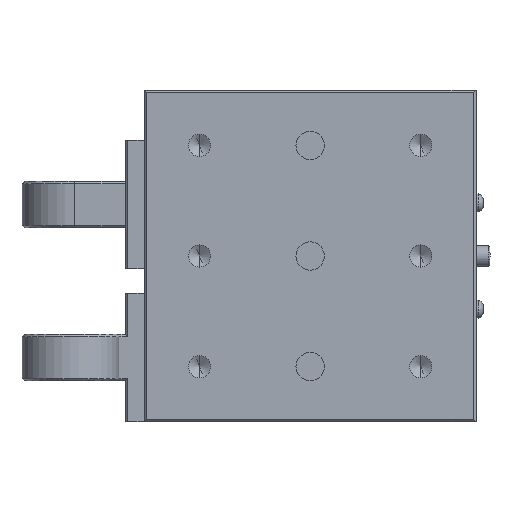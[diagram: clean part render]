
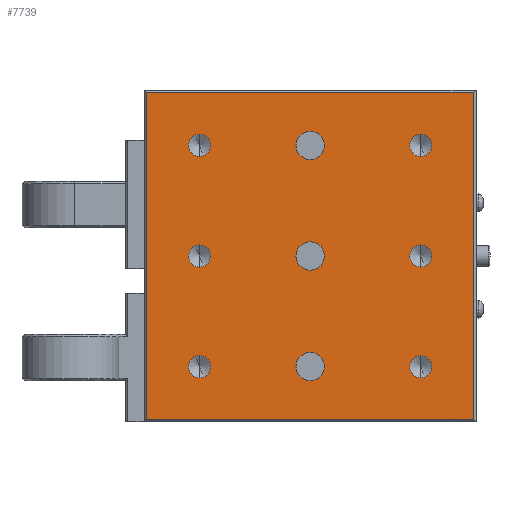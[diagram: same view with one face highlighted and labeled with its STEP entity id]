
A CAD part, front view. The second image highlights one B-rep face of the part: STEP entity #7739.
In plain terms, the highlighted planar face has unit normal (0, -1, 0).
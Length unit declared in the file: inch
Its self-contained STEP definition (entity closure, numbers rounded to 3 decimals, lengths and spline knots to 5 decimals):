
#3866=DIRECTION('',(0.,0.,1.));
#3867=VECTOR('',#3866,2.96);
#3868=CARTESIAN_POINT('',(-1.48,0.,-1.48));
#3869=LINE('',#3868,#3867);
#3873=DIRECTION('',(-1.,0.,0.));
#3874=VECTOR('',#3873,2.96);
#3875=CARTESIAN_POINT('',(1.48,0.,-1.48));
#3876=LINE('',#3875,#3874);
#3894=CARTESIAN_POINT('',(1.,0.,-1.));
#3895=DIRECTION('',(0.,1.,0.));
#3896=DIRECTION('',(0.,0.,1.));
#3897=AXIS2_PLACEMENT_3D('',#3894,#3895,#3896);
#3902=CARTESIAN_POINT('',(1.,0.,-1.));
#3903=DIRECTION('',(0.,1.,0.));
#3904=DIRECTION('',(0.,0.,-1.));
#3905=AXIS2_PLACEMENT_3D('',#3902,#3903,#3904);
#3910=CARTESIAN_POINT('',(1.,0.,0.));
#3911=DIRECTION('',(0.,1.,0.));
#3912=DIRECTION('',(0.,0.,1.));
#3913=AXIS2_PLACEMENT_3D('',#3910,#3911,#3912);
#3918=CARTESIAN_POINT('',(1.,0.,0.));
#3919=DIRECTION('',(0.,1.,0.));
#3920=DIRECTION('',(0.,0.,-1.));
#3921=AXIS2_PLACEMENT_3D('',#3918,#3919,#3920);
#3926=CARTESIAN_POINT('',(1.,0.,1.));
#3927=DIRECTION('',(0.,1.,0.));
#3928=DIRECTION('',(0.,0.,1.));
#3929=AXIS2_PLACEMENT_3D('',#3926,#3927,#3928);
#3934=CARTESIAN_POINT('',(1.,0.,1.));
#3935=DIRECTION('',(0.,1.,0.));
#3936=DIRECTION('',(0.,0.,-1.));
#3937=AXIS2_PLACEMENT_3D('',#3934,#3935,#3936);
#3942=CARTESIAN_POINT('',(-1.,0.,-1.));
#3943=DIRECTION('',(0.,1.,0.));
#3944=DIRECTION('',(0.,0.,1.));
#3945=AXIS2_PLACEMENT_3D('',#3942,#3943,#3944);
#3950=CARTESIAN_POINT('',(-1.,0.,-1.));
#3951=DIRECTION('',(0.,1.,0.));
#3952=DIRECTION('',(0.,0.,-1.));
#3953=AXIS2_PLACEMENT_3D('',#3950,#3951,#3952);
#3958=CARTESIAN_POINT('',(-1.,0.,0.));
#3959=DIRECTION('',(0.,1.,0.));
#3960=DIRECTION('',(0.,0.,1.));
#3961=AXIS2_PLACEMENT_3D('',#3958,#3959,#3960);
#3966=CARTESIAN_POINT('',(-1.,0.,0.));
#3967=DIRECTION('',(0.,1.,0.));
#3968=DIRECTION('',(0.,0.,-1.));
#3969=AXIS2_PLACEMENT_3D('',#3966,#3967,#3968);
#3974=CARTESIAN_POINT('',(-1.,0.,1.));
#3975=DIRECTION('',(0.,1.,0.));
#3976=DIRECTION('',(0.,0.,1.));
#3977=AXIS2_PLACEMENT_3D('',#3974,#3975,#3976);
#3982=CARTESIAN_POINT('',(-1.,0.,1.));
#3983=DIRECTION('',(0.,1.,0.));
#3984=DIRECTION('',(0.,0.,-1.));
#3985=AXIS2_PLACEMENT_3D('',#3982,#3983,#3984);
#3990=CARTESIAN_POINT('',(0.,0.,0.));
#3991=DIRECTION('',(0.,1.,0.));
#3992=DIRECTION('',(0.,0.,1.));
#3993=AXIS2_PLACEMENT_3D('',#3990,#3991,#3992);
#3998=CARTESIAN_POINT('',(0.,0.,0.));
#3999=DIRECTION('',(0.,1.,0.));
#4000=DIRECTION('',(0.,0.,-1.));
#4001=AXIS2_PLACEMENT_3D('',#3998,#3999,#4000);
#4006=CARTESIAN_POINT('',(0.,0.,1.));
#4007=DIRECTION('',(0.,1.,0.));
#4008=DIRECTION('',(0.,0.,1.));
#4009=AXIS2_PLACEMENT_3D('',#4006,#4007,#4008);
#4014=CARTESIAN_POINT('',(0.,0.,1.));
#4015=DIRECTION('',(0.,1.,0.));
#4016=DIRECTION('',(0.,0.,-1.));
#4017=AXIS2_PLACEMENT_3D('',#4014,#4015,#4016);
#4022=CARTESIAN_POINT('',(0.,0.,-1.));
#4023=DIRECTION('',(0.,1.,0.));
#4024=DIRECTION('',(0.,0.,1.));
#4025=AXIS2_PLACEMENT_3D('',#4022,#4023,#4024);
#4030=CARTESIAN_POINT('',(0.,0.,-1.));
#4031=DIRECTION('',(0.,1.,0.));
#4032=DIRECTION('',(0.,0.,-1.));
#4033=AXIS2_PLACEMENT_3D('',#4030,#4031,#4032);
#4052=DIRECTION('',(1.,0.,0.));
#4053=VECTOR('',#4052,2.96);
#4054=CARTESIAN_POINT('',(-1.48,0.,1.48));
#4055=LINE('',#4054,#4053);
#4066=DIRECTION('',(0.,0.,-1.));
#4067=VECTOR('',#4066,2.96);
#4068=CARTESIAN_POINT('',(1.48,0.,1.48));
#4069=LINE('',#4068,#4067);
#5371=CARTESIAN_POINT('',(-1.48,0.,-1.48));
#5373=VERTEX_POINT('',#5371);
#5374=CARTESIAN_POINT('',(-1.48,0.,1.48));
#5375=VERTEX_POINT('',#5374);
#5382=CARTESIAN_POINT('',(1.48,0.,1.48));
#5383=VERTEX_POINT('',#5382);
#5384=CARTESIAN_POINT('',(1.48,0.,-1.48));
#5385=VERTEX_POINT('',#5384);
#5480=CARTESIAN_POINT('',(-1.,0.,0.8995));
#5481=VERTEX_POINT('',#5480);
#5482=CARTESIAN_POINT('',(-1.,0.,1.1005));
#5483=VERTEX_POINT('',#5482);
#5490=CARTESIAN_POINT('',(-1.,0.,-0.1005));
#5491=VERTEX_POINT('',#5490);
#5492=CARTESIAN_POINT('',(-1.,0.,0.1005));
#5493=VERTEX_POINT('',#5492);
#5500=CARTESIAN_POINT('',(-1.,0.,-1.1005));
#5501=VERTEX_POINT('',#5500);
#5502=CARTESIAN_POINT('',(-1.,0.,-0.8995));
#5503=VERTEX_POINT('',#5502);
#5510=CARTESIAN_POINT('',(1.,0.,0.8995));
#5511=VERTEX_POINT('',#5510);
#5512=CARTESIAN_POINT('',(1.,0.,1.1005));
#5513=VERTEX_POINT('',#5512);
#5520=CARTESIAN_POINT('',(1.,0.,-0.1005));
#5521=VERTEX_POINT('',#5520);
#5522=CARTESIAN_POINT('',(1.,0.,0.1005));
#5523=VERTEX_POINT('',#5522);
#5530=CARTESIAN_POINT('',(1.,0.,-1.1005));
#5531=VERTEX_POINT('',#5530);
#5532=CARTESIAN_POINT('',(1.,0.,-0.8995));
#5533=VERTEX_POINT('',#5532);
#5538=CARTESIAN_POINT('',(0.,0.,-0.8715));
#5539=CARTESIAN_POINT('',(0.,0.,-1.1285));
#5540=VERTEX_POINT('',#5538);
#5541=VERTEX_POINT('',#5539);
#5542=CARTESIAN_POINT('',(0.,0.,0.1285));
#5543=CARTESIAN_POINT('',(0.,0.,-0.1285));
#5544=VERTEX_POINT('',#5542);
#5545=VERTEX_POINT('',#5543);
#5554=CARTESIAN_POINT('',(0.,0.,1.1285));
#5555=CARTESIAN_POINT('',(0.,0.,0.8715));
#5556=VERTEX_POINT('',#5554);
#5557=VERTEX_POINT('',#5555);
#7672=CARTESIAN_POINT('',(-0.85989,0.,0.64818));
#7673=DIRECTION('',(0.,1.,0.));
#7674=DIRECTION('',(0.,0.,1.));
#7675=AXIS2_PLACEMENT_3D('',#7672,#7673,#7674);
#7676=PLANE('',#7675);
#7677=ORIENTED_EDGE('',*,*,#7664,.T.);
#7678=ORIENTED_EDGE('',*,*,#7653,.T.);
#7680=ORIENTED_EDGE('',*,*,#7679,.T.);
#7682=ORIENTED_EDGE('',*,*,#7681,.T.);
#7683=EDGE_LOOP('',(#7677,#7678,#7680,#7682));
#7684=FACE_OUTER_BOUND('',#7683,.F.);
#7686=ORIENTED_EDGE('',*,*,#7685,.F.);
#7688=ORIENTED_EDGE('',*,*,#7687,.F.);
#7689=EDGE_LOOP('',(#7686,#7688));
#7690=FACE_BOUND('',#7689,.F.);
#7692=ORIENTED_EDGE('',*,*,#7691,.F.);
#7694=ORIENTED_EDGE('',*,*,#7693,.F.);
#7695=EDGE_LOOP('',(#7692,#7694));
#7696=FACE_BOUND('',#7695,.F.);
#7698=ORIENTED_EDGE('',*,*,#7697,.F.);
#7700=ORIENTED_EDGE('',*,*,#7699,.F.);
#7701=EDGE_LOOP('',(#7698,#7700));
#7702=FACE_BOUND('',#7701,.F.);
#7704=ORIENTED_EDGE('',*,*,#7703,.F.);
#7706=ORIENTED_EDGE('',*,*,#7705,.F.);
#7707=EDGE_LOOP('',(#7704,#7706));
#7708=FACE_BOUND('',#7707,.F.);
#7710=ORIENTED_EDGE('',*,*,#7709,.F.);
#7712=ORIENTED_EDGE('',*,*,#7711,.F.);
#7713=EDGE_LOOP('',(#7710,#7712));
#7714=FACE_BOUND('',#7713,.F.);
#7716=ORIENTED_EDGE('',*,*,#7715,.F.);
#7718=ORIENTED_EDGE('',*,*,#7717,.F.);
#7719=EDGE_LOOP('',(#7716,#7718));
#7720=FACE_BOUND('',#7719,.F.);
#7722=ORIENTED_EDGE('',*,*,#7721,.F.);
#7724=ORIENTED_EDGE('',*,*,#7723,.F.);
#7725=EDGE_LOOP('',(#7722,#7724));
#7726=FACE_BOUND('',#7725,.F.);
#7728=ORIENTED_EDGE('',*,*,#7727,.F.);
#7730=ORIENTED_EDGE('',*,*,#7729,.F.);
#7731=EDGE_LOOP('',(#7728,#7730));
#7732=FACE_BOUND('',#7731,.F.);
#7734=ORIENTED_EDGE('',*,*,#7733,.F.);
#7736=ORIENTED_EDGE('',*,*,#7735,.F.);
#7737=EDGE_LOOP('',(#7734,#7736));
#7738=FACE_BOUND('',#7737,.F.);
#3898=CIRCLE('',#3897,0.1005);
#3906=CIRCLE('',#3905,0.1005);
#3914=CIRCLE('',#3913,0.1005);
#3922=CIRCLE('',#3921,0.1005);
#3930=CIRCLE('',#3929,0.1005);
#3938=CIRCLE('',#3937,0.1005);
#3946=CIRCLE('',#3945,0.1005);
#3954=CIRCLE('',#3953,0.1005);
#3962=CIRCLE('',#3961,0.1005);
#3970=CIRCLE('',#3969,0.1005);
#3978=CIRCLE('',#3977,0.1005);
#3986=CIRCLE('',#3985,0.1005);
#3994=CIRCLE('',#3993,0.1285);
#4002=CIRCLE('',#4001,0.1285);
#4010=CIRCLE('',#4009,0.1285);
#4018=CIRCLE('',#4017,0.1285);
#4026=CIRCLE('',#4025,0.1285);
#4034=CIRCLE('',#4033,0.1285);
#7653=EDGE_CURVE('',#5373,#5375,#3869,.T.);
#7664=EDGE_CURVE('',#5385,#5373,#3876,.T.);
#7679=EDGE_CURVE('',#5375,#5383,#4055,.T.);
#7681=EDGE_CURVE('',#5383,#5385,#4069,.T.);
#7685=EDGE_CURVE('',#5533,#5531,#3898,.T.);
#7687=EDGE_CURVE('',#5531,#5533,#3906,.T.);
#7691=EDGE_CURVE('',#5523,#5521,#3914,.T.);
#7693=EDGE_CURVE('',#5521,#5523,#3922,.T.);
#7697=EDGE_CURVE('',#5513,#5511,#3930,.T.);
#7699=EDGE_CURVE('',#5511,#5513,#3938,.T.);
#7703=EDGE_CURVE('',#5503,#5501,#3946,.T.);
#7705=EDGE_CURVE('',#5501,#5503,#3954,.T.);
#7709=EDGE_CURVE('',#5493,#5491,#3962,.T.);
#7711=EDGE_CURVE('',#5491,#5493,#3970,.T.);
#7715=EDGE_CURVE('',#5483,#5481,#3978,.T.);
#7717=EDGE_CURVE('',#5481,#5483,#3986,.T.);
#7721=EDGE_CURVE('',#5544,#5545,#3994,.T.);
#7723=EDGE_CURVE('',#5545,#5544,#4002,.T.);
#7727=EDGE_CURVE('',#5556,#5557,#4010,.T.);
#7729=EDGE_CURVE('',#5557,#5556,#4018,.T.);
#7733=EDGE_CURVE('',#5540,#5541,#4026,.T.);
#7735=EDGE_CURVE('',#5541,#5540,#4034,.T.);
#7739=ADVANCED_FACE('',(#7684,#7690,#7696,#7702,#7708,#7714,#7720,#7726,#7732,
#7738),#7676,.F.);
